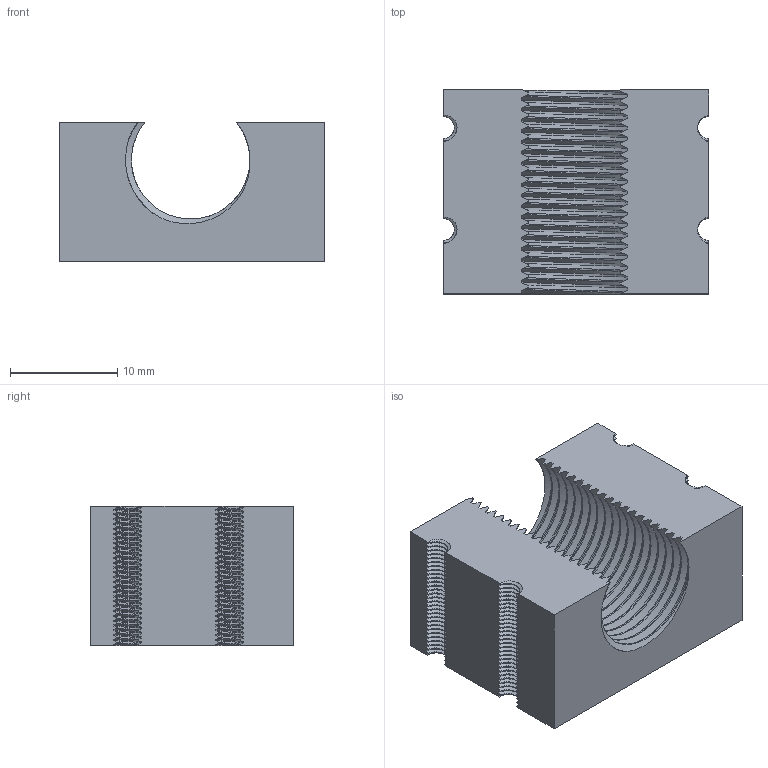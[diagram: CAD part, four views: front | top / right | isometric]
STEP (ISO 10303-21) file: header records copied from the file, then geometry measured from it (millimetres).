
FILE_DESCRIPTION(/* description */ (''),/* implementation_level */ '2;1');
FILE_NAME(/* name */ 'Probeholder M12 v6.step',/* time_stamp */ '2018-11-10T16:24:17+01:00',/* author */ ('stephan.oelze'),/* organization */ (''),/* preprocessor_version */ 'ST-DEVELOPER v17.2',/* originating_system */ 'Autodesk Translation Framework v7.6.0.251',/* authorisation */ '');
FILE_SCHEMA (('AUTOMOTIVE_DESIGN { 1 0 10303 214 3 1 1 }'));
Length unit declared in the file: millimetre
Products named in the file (1): Probeholder M12
Bounding box: 24.75 x 19 x 13 mm (x, y, z)
Volume: 4260 mm3; surface area: 2697.6 mm2
Topology: 1 solids, 1 shells, 567 faces, 1695 edges, 1130 vertices
Faces by surface type: bspline 280, cylinder 276, plane 11
Entity records: 32610 total; most frequent: CARTESIAN_POINT 20369, ORIENTED_EDGE 3390, EDGE_CURVE 1695, DIRECTION 1163, VERTEX_POINT 1130, B_SPLINE_CURVE_WITH_KNOTS 1120, FACE_OUTER_BOUND 567, EDGE_LOOP 567
